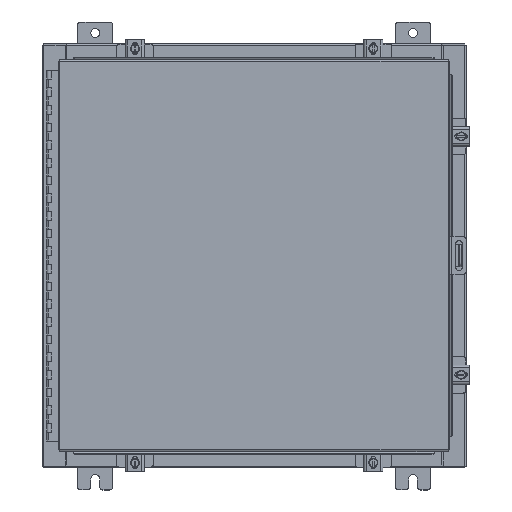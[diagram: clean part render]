
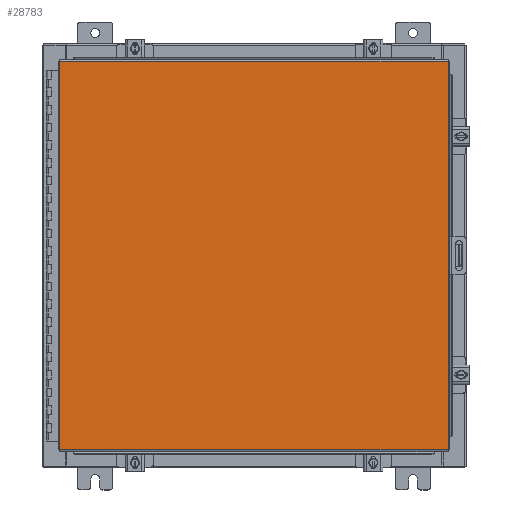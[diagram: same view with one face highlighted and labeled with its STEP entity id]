
A CAD part, top view. The second image highlights one B-rep face of the part: STEP entity #28783.
In plain terms, the highlighted planar face has unit normal (0, 0, 1).
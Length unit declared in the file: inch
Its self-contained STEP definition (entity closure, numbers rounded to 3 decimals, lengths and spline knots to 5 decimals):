
#113 = LINE ( 'NONE', #10525, #25853 ) ;
#154 = CARTESIAN_POINT ( 'NONE',  ( 0., 0., 0. ) ) ;
#442 = VERTEX_POINT ( 'NONE', #1909 ) ;
#1909 = CARTESIAN_POINT ( 'NONE',  ( -10.9903, -11.0063, 0. ) ) ;
#2041 = ORIENTED_EDGE ( 'NONE', *, *, #30666, .T. ) ;
#2174 = FACE_OUTER_BOUND ( 'NONE', #20280, .T. ) ;
#4213 = CARTESIAN_POINT ( 'NONE',  ( 10.9903, 11.0063, 0. ) ) ;
#4281 = VECTOR ( 'NONE', #15780, 39.37008 ) ;
#5032 = PLANE ( 'NONE',  #29920 ) ;
#6039 = DIRECTION ( 'NONE',  ( 0., 1., 0. ) ) ;
#6413 = LINE ( 'NONE', #26022, #32459 ) ;
#6589 = VERTEX_POINT ( 'NONE', #13123 ) ;
#6801 = VERTEX_POINT ( 'NONE', #4213 ) ;
#8318 = EDGE_CURVE ( 'NONE', #6589, #6801, #6413, .T. ) ;
#8830 = LINE ( 'NONE', #14427, #28162 ) ;
#10004 = DIRECTION ( 'NONE',  ( 0., 0., -1. ) ) ;
#10404 = DIRECTION ( 'NONE',  ( 1., 0., 0. ) ) ;
#10525 = CARTESIAN_POINT ( 'NONE',  ( -10.9903, -11.0063, 0. ) ) ;
#10740 = CARTESIAN_POINT ( 'NONE',  ( -10.9903, 11.0063, 0. ) ) ;
#11997 = DIRECTION ( 'NONE',  ( -1., 0., 0. ) ) ;
#13123 = CARTESIAN_POINT ( 'NONE',  ( 10.9903, -11.0063, 0. ) ) ;
#13186 = ORIENTED_EDGE ( 'NONE', *, *, #30604, .T. ) ;
#14427 = CARTESIAN_POINT ( 'NONE',  ( 10.9903, 11.0063, 0. ) ) ;
#15780 = DIRECTION ( 'NONE',  ( 0., -1., 0. ) ) ;
#17549 = LINE ( 'NONE', #10740, #4281 ) ;
#19850 = VERTEX_POINT ( 'NONE', #22688 ) ;
#20280 = EDGE_LOOP ( 'NONE', ( #13186, #31266, #31879, #2041 ) ) ;
#22688 = CARTESIAN_POINT ( 'NONE',  ( -10.9903, 11.0063, 0. ) ) ;
#23322 = EDGE_CURVE ( 'NONE', #6801, #19850, #8830, .T. ) ;
#25853 = VECTOR ( 'NONE', #10404, 39.37008 ) ;
#26022 = CARTESIAN_POINT ( 'NONE',  ( 10.9903, -11.0063, 0. ) ) ;
#27656 = DIRECTION ( 'NONE',  ( -1., 0., 0. ) ) ;
#28162 = VECTOR ( 'NONE', #11997, 39.37008 ) ;
#28783 = ADVANCED_FACE ( 'NONE', ( #2174 ), #5032, .F. ) ;
#29920 = AXIS2_PLACEMENT_3D ( 'NONE', #154, #10004, #27656 ) ;
#30604 = EDGE_CURVE ( 'NONE', #442, #6589, #113, .T. ) ;
#30666 = EDGE_CURVE ( 'NONE', #19850, #442, #17549, .T. ) ;
#31266 = ORIENTED_EDGE ( 'NONE', *, *, #8318, .T. ) ;
#31879 = ORIENTED_EDGE ( 'NONE', *, *, #23322, .T. ) ;
#32459 = VECTOR ( 'NONE', #6039, 39.37008 ) ;
